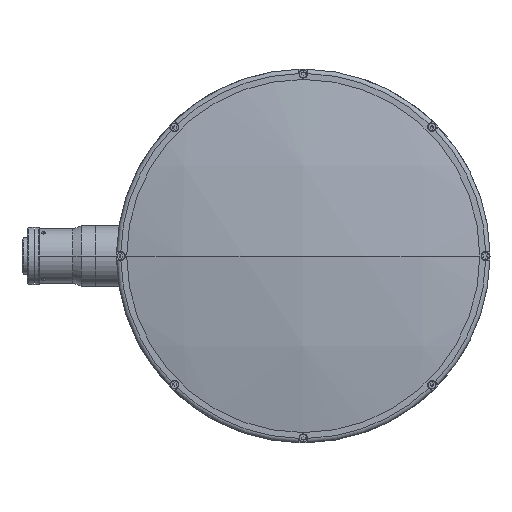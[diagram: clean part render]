
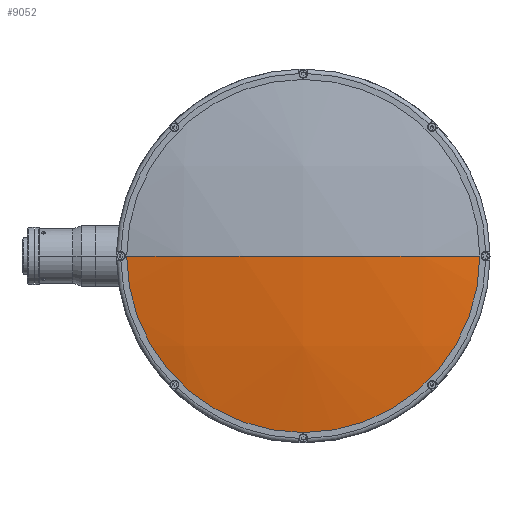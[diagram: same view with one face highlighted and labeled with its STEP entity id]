
A CAD part, left-side view. The second image highlights one B-rep face of the part: STEP entity #9052.
In plain terms, the highlighted spherical face has radius 606 mm.
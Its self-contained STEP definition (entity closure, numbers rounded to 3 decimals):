
#298 = DIRECTION ( 'NONE',  ( 0., 0., -1. ) ) ;
#384 = FACE_OUTER_BOUND ( 'NONE', #10072, .T. ) ;
#469 = CIRCLE ( 'NONE', #13018, 606. ) ;
#481 = CARTESIAN_POINT ( 'NONE',  ( 44.715, 0.64, 0. ) ) ;
#577 = VERTEX_POINT ( 'NONE', #8756 ) ;
#698 = CIRCLE ( 'NONE', #14143, 124.9 ) ;
#2199 = AXIS2_PLACEMENT_3D ( 'NONE', #8235, #298, #9595 ) ;
#2830 = CIRCLE ( 'NONE', #2199, 606. ) ;
#3124 = CARTESIAN_POINT ( 'NONE',  ( -548.274, 0.64, 0. ) ) ;
#3609 = DIRECTION ( 'NONE',  ( 0., 0., 1. ) ) ;
#4461 = DIRECTION ( 'NONE',  ( 0., 0., 1. ) ) ;
#5139 = VERTEX_POINT ( 'NONE', #7656 ) ;
#5971 = ORIENTED_EDGE ( 'NONE', *, *, #7351, .T. ) ;
#6634 = VERTEX_POINT ( 'NONE', #15192 ) ;
#7143 = DIRECTION ( 'NONE',  ( 0., 0., -1. ) ) ;
#7351 = EDGE_CURVE ( 'NONE', #6634, #5139, #2830, .T. ) ;
#7656 = CARTESIAN_POINT ( 'NONE',  ( -561.285, 0.64, 0. ) ) ;
#8235 = CARTESIAN_POINT ( 'NONE',  ( 44.715, 0.64, 0. ) ) ;
#8276 = EDGE_CURVE ( 'NONE', #577, #5139, #469, .T. ) ;
#8756 = CARTESIAN_POINT ( 'NONE',  ( -548.274, 125.54, 0. ) ) ;
#9052 = ADVANCED_FACE ( 'NONE', ( #384 ), #9725, .T. ) ;
#9595 = DIRECTION ( 'NONE',  ( 0., 1., 0. ) ) ;
#9725 = SPHERICAL_SURFACE ( 'NONE', #16743, 606. ) ;
#9976 = ORIENTED_EDGE ( 'NONE', *, *, #11057, .T. ) ;
#10072 = EDGE_LOOP ( 'NONE', ( #9976, #5971, #10363 ) ) ;
#10363 = ORIENTED_EDGE ( 'NONE', *, *, #8276, .F. ) ;
#11057 = EDGE_CURVE ( 'NONE', #577, #6634, #698, .T. ) ;
#11560 = CARTESIAN_POINT ( 'NONE',  ( 44.715, 0.64, 0. ) ) ;
#12423 = DIRECTION ( 'NONE',  ( -1., 0., 0. ) ) ;
#12902 = DIRECTION ( 'NONE',  ( 0., -1., 0. ) ) ;
#13018 = AXIS2_PLACEMENT_3D ( 'NONE', #11560, #3609, #12902 ) ;
#14143 = AXIS2_PLACEMENT_3D ( 'NONE', #3124, #12423, #4461 ) ;
#15192 = CARTESIAN_POINT ( 'NONE',  ( -548.274, -124.26, 0. ) ) ;
#16407 = DIRECTION ( 'NONE',  ( 0., 1., 0. ) ) ;
#16743 = AXIS2_PLACEMENT_3D ( 'NONE', #481, #7143, #16407 ) ;
